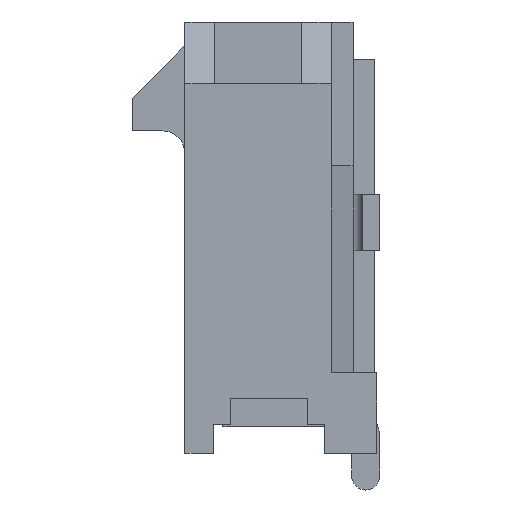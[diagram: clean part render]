
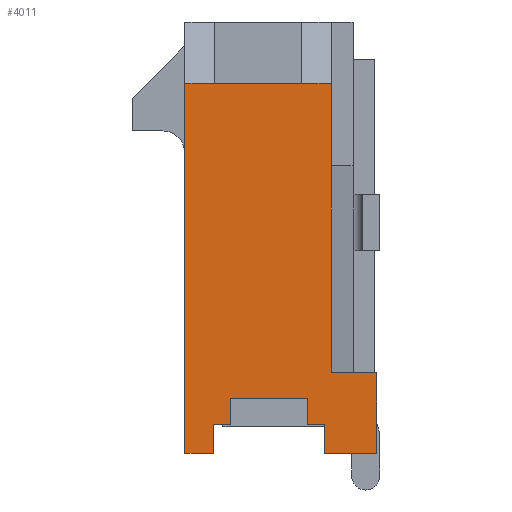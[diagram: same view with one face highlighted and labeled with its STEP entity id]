
A CAD part, left-side view. The second image highlights one B-rep face of the part: STEP entity #4011.
In plain terms, the highlighted planar face has unit normal (-1, 0, 0).
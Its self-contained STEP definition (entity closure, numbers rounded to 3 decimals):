
#919=DIRECTION('',(0.,0.,-1.));
#920=VECTOR('',#919,1.9);
#921=CARTESIAN_POINT('',(-4.825,-1.43,3.55));
#922=LINE('',#921,#920);
#923=DIRECTION('',(0.,0.,1.));
#924=VECTOR('',#923,4.75);
#925=CARTESIAN_POINT('',(-4.825,-1.43,-3.1));
#926=LINE('',#925,#924);
#927=DIRECTION('',(0.,0.,-1.));
#928=VECTOR('',#927,1.85);
#929=CARTESIAN_POINT('',(-4.825,-2.47,-3.1));
#930=LINE('',#929,#928);
#931=DIRECTION('',(0.,1.,0.));
#932=VECTOR('',#931,1.2);
#933=CARTESIAN_POINT('',(-4.825,-2.47,-4.95));
#934=LINE('',#933,#932);
#935=DIRECTION('',(0.,0.,1.));
#936=VECTOR('',#935,0.67);
#937=CARTESIAN_POINT('',(-4.825,-1.27,-4.95));
#938=LINE('',#937,#936);
#939=DIRECTION('',(0.,1.,0.));
#940=VECTOR('',#939,0.395);
#941=CARTESIAN_POINT('',(-4.825,-1.27,-4.28));
#942=LINE('',#941,#940);
#943=DIRECTION('',(0.,0.,-1.));
#944=VECTOR('',#943,0.6);
#945=CARTESIAN_POINT('',(-4.825,-0.875,-3.68));
#946=LINE('',#945,#944);
#947=DIRECTION('',(0.,-1.,0.));
#948=VECTOR('',#947,1.75);
#949=CARTESIAN_POINT('',(-4.825,0.875,-3.68));
#950=LINE('',#949,#948);
#951=DIRECTION('',(0.,0.,-1.));
#952=VECTOR('',#951,0.6);
#953=CARTESIAN_POINT('',(-4.825,0.875,-3.68));
#954=LINE('',#953,#952);
#955=DIRECTION('',(0.,1.,0.));
#956=VECTOR('',#955,0.395);
#957=CARTESIAN_POINT('',(-4.825,0.875,-4.28));
#958=LINE('',#957,#956);
#959=DIRECTION('',(0.,0.,-1.));
#960=VECTOR('',#959,0.67);
#961=CARTESIAN_POINT('',(-4.825,1.27,-4.28));
#962=LINE('',#961,#960);
#963=DIRECTION('',(0.,1.,0.));
#964=VECTOR('',#963,0.66);
#965=CARTESIAN_POINT('',(-4.825,1.27,-4.95));
#966=LINE('',#965,#964);
#967=DIRECTION('',(0.,0.,1.));
#968=VECTOR('',#967,8.5);
#969=CARTESIAN_POINT('',(-4.825,1.93,-4.95));
#970=LINE('',#969,#968);
#971=DIRECTION('',(0.,1.,0.));
#972=VECTOR('',#971,0.68);
#973=CARTESIAN_POINT('',(-4.825,1.25,3.55));
#974=LINE('',#973,#972);
#975=DIRECTION('',(0.,1.,0.));
#976=VECTOR('',#975,2.);
#977=CARTESIAN_POINT('',(-4.825,-0.75,3.55));
#978=LINE('',#977,#976);
#979=DIRECTION('',(0.,1.,0.));
#980=VECTOR('',#979,0.68);
#981=CARTESIAN_POINT('',(-4.825,-1.43,3.55));
#982=LINE('',#981,#980);
#1131=DIRECTION('',(0.,1.,0.));
#1132=VECTOR('',#1131,1.04);
#1133=CARTESIAN_POINT('',(-4.825,-2.47,-3.1));
#1134=LINE('',#1133,#1132);
#2085=CARTESIAN_POINT('',(-4.825,-2.47,-3.1));
#2086=CARTESIAN_POINT('',(-4.825,-2.47,-4.95));
#2087=VERTEX_POINT('',#2085);
#2088=VERTEX_POINT('',#2086);
#2089=CARTESIAN_POINT('',(-4.825,-1.27,-4.95));
#2090=VERTEX_POINT('',#2089);
#2097=CARTESIAN_POINT('',(-4.825,-1.27,-4.28));
#2098=VERTEX_POINT('',#2097);
#2099=CARTESIAN_POINT('',(-4.825,1.27,-4.28));
#2100=CARTESIAN_POINT('',(-4.825,1.27,-4.95));
#2101=VERTEX_POINT('',#2099);
#2102=VERTEX_POINT('',#2100);
#2103=CARTESIAN_POINT('',(-4.825,1.93,-4.95));
#2104=VERTEX_POINT('',#2103);
#2129=CARTESIAN_POINT('',(-4.825,-0.75,3.55));
#2130=CARTESIAN_POINT('',(-4.825,1.25,3.55));
#2131=VERTEX_POINT('',#2129);
#2132=VERTEX_POINT('',#2130);
#2183=CARTESIAN_POINT('',(-4.825,-0.875,-4.28));
#2185=VERTEX_POINT('',#2183);
#2187=CARTESIAN_POINT('',(-4.825,0.875,-4.28));
#2189=VERTEX_POINT('',#2187);
#2229=CARTESIAN_POINT('',(-4.825,0.875,-3.68));
#2231=VERTEX_POINT('',#2229);
#2315=CARTESIAN_POINT('',(-4.825,1.93,3.55));
#2317=VERTEX_POINT('',#2315);
#2323=CARTESIAN_POINT('',(-4.825,-0.875,-3.68));
#2324=VERTEX_POINT('',#2323);
#2355=CARTESIAN_POINT('',(-4.825,-1.43,-3.1));
#2356=VERTEX_POINT('',#2355);
#2523=CARTESIAN_POINT('',(-4.825,-1.43,3.55));
#2525=VERTEX_POINT('',#2523);
#2532=CARTESIAN_POINT('',(-4.825,-1.43,1.65));
#2534=VERTEX_POINT('',#2532);
#3976=CARTESIAN_POINT('',(-4.825,0.,0.));
#3977=DIRECTION('',(1.,0.,0.));
#3978=DIRECTION('',(0.,0.,-1.));
#3979=AXIS2_PLACEMENT_3D('',#3976,#3977,#3978);
#3980=PLANE('',#3979);
#3981=ORIENTED_EDGE('',*,*,#3038,.T.);
#3983=ORIENTED_EDGE('',*,*,#3982,.F.);
#3985=ORIENTED_EDGE('',*,*,#3984,.F.);
#3987=ORIENTED_EDGE('',*,*,#3986,.T.);
#3989=ORIENTED_EDGE('',*,*,#3988,.T.);
#3990=ORIENTED_EDGE('',*,*,#2905,.T.);
#3991=ORIENTED_EDGE('',*,*,#3561,.T.);
#3992=ORIENTED_EDGE('',*,*,#3735,.F.);
#3994=ORIENTED_EDGE('',*,*,#3993,.F.);
#3996=ORIENTED_EDGE('',*,*,#3995,.T.);
#3997=ORIENTED_EDGE('',*,*,#3580,.T.);
#3999=ORIENTED_EDGE('',*,*,#3998,.T.);
#4001=ORIENTED_EDGE('',*,*,#4000,.T.);
#4003=ORIENTED_EDGE('',*,*,#4002,.T.);
#4005=ORIENTED_EDGE('',*,*,#4004,.F.);
#4006=ORIENTED_EDGE('',*,*,#3968,.F.);
#4008=ORIENTED_EDGE('',*,*,#4007,.F.);
#4009=EDGE_LOOP('',(#3981,#3983,#3985,#3987,#3989,#3990,#3991,#3992,#3994,#3996,
#3997,#3999,#4001,#4003,#4005,#4006,#4008));
#4010=FACE_OUTER_BOUND('',#4009,.F.);
#4011=ADVANCED_FACE('',(#4010),#3980,.F.);
#2905=EDGE_CURVE('',#2090,#2098,#938,.T.);
#3038=EDGE_CURVE('',#2525,#2534,#922,.T.);
#3561=EDGE_CURVE('',#2098,#2185,#942,.T.);
#3580=EDGE_CURVE('',#2189,#2101,#958,.T.);
#3735=EDGE_CURVE('',#2324,#2185,#946,.T.);
#3968=EDGE_CURVE('',#2131,#2132,#978,.T.);
#3982=EDGE_CURVE('',#2356,#2534,#926,.T.);
#3984=EDGE_CURVE('',#2087,#2356,#1134,.T.);
#3986=EDGE_CURVE('',#2087,#2088,#930,.T.);
#3988=EDGE_CURVE('',#2088,#2090,#934,.T.);
#3993=EDGE_CURVE('',#2231,#2324,#950,.T.);
#3995=EDGE_CURVE('',#2231,#2189,#954,.T.);
#3998=EDGE_CURVE('',#2101,#2102,#962,.T.);
#4000=EDGE_CURVE('',#2102,#2104,#966,.T.);
#4002=EDGE_CURVE('',#2104,#2317,#970,.T.);
#4004=EDGE_CURVE('',#2132,#2317,#974,.T.);
#4007=EDGE_CURVE('',#2525,#2131,#982,.T.);
